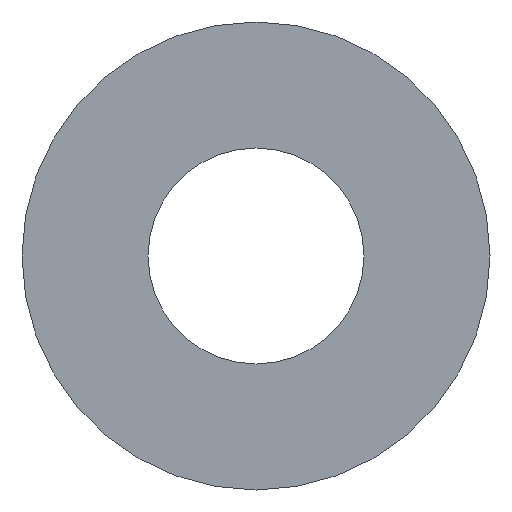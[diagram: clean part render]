
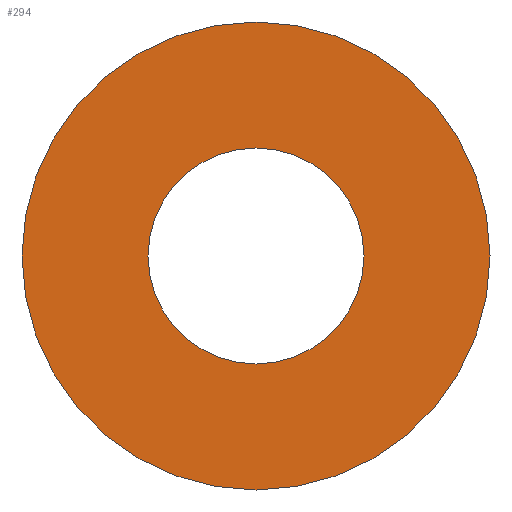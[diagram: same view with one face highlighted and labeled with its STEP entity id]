
A CAD part, left-side view. The second image highlights one B-rep face of the part: STEP entity #294.
In plain terms, the highlighted planar face has unit normal (-1, 0, 0).
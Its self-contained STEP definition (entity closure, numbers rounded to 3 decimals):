
#28 = FACE_OUTER_BOUND ( 'NONE', #55, .T. ) ;
#35 = VERTEX_POINT ( 'NONE', #578 ) ;
#55 = EDGE_LOOP ( 'NONE', ( #513, #324 ) ) ;
#67 = CIRCLE ( 'NONE', #249, 6.5 ) ;
#91 = ORIENTED_EDGE ( 'NONE', *, *, #250, .T. ) ;
#104 = DIRECTION ( 'NONE',  ( 0., 0., -1. ) ) ;
#108 = EDGE_CURVE ( 'NONE', #293, #425, #67, .T. ) ;
#124 = EDGE_CURVE ( 'NONE', #482, #35, #560, .T. ) ;
#159 = DIRECTION ( 'NONE',  ( 0., 0., -1. ) ) ;
#165 = PLANE ( 'NONE',  #257 ) ;
#174 = EDGE_CURVE ( 'NONE', #425, #293, #507, .T. ) ;
#179 = CARTESIAN_POINT ( 'NONE',  ( -1.6, 0., 0. ) ) ;
#180 = DIRECTION ( 'NONE',  ( 1., 0., 0. ) ) ;
#187 = AXIS2_PLACEMENT_3D ( 'NONE', #223, #407, #104 ) ;
#190 = DIRECTION ( 'NONE',  ( 1., 0., 0. ) ) ;
#191 = ORIENTED_EDGE ( 'NONE', *, *, #124, .T. ) ;
#199 = AXIS2_PLACEMENT_3D ( 'NONE', #302, #561, #159 ) ;
#219 = CARTESIAN_POINT ( 'NONE',  ( -1.6, 0., 0. ) ) ;
#223 = CARTESIAN_POINT ( 'NONE',  ( -1.6, 0., 0. ) ) ;
#249 = AXIS2_PLACEMENT_3D ( 'NONE', #179, #422, #288 ) ;
#250 = EDGE_CURVE ( 'NONE', #35, #482, #562, .T. ) ;
#257 = AXIS2_PLACEMENT_3D ( 'NONE', #396, #180, #544 ) ;
#270 = EDGE_LOOP ( 'NONE', ( #91, #191 ) ) ;
#288 = DIRECTION ( 'NONE',  ( 0., 0., -1. ) ) ;
#293 = VERTEX_POINT ( 'NONE', #392 ) ;
#294 = ADVANCED_FACE ( 'NONE', ( #571, #28 ), #165, .F. ) ;
#302 = CARTESIAN_POINT ( 'NONE',  ( -1.6, 0., 0. ) ) ;
#324 = ORIENTED_EDGE ( 'NONE', *, *, #108, .F. ) ;
#379 = DIRECTION ( 'NONE',  ( 0., 0., -1. ) ) ;
#392 = CARTESIAN_POINT ( 'NONE',  ( -1.6, 0., 6.5 ) ) ;
#396 = CARTESIAN_POINT ( 'NONE',  ( -1.6, 0., 0. ) ) ;
#407 = DIRECTION ( 'NONE',  ( 1., 0., 0. ) ) ;
#420 = CARTESIAN_POINT ( 'NONE',  ( -1.6, 0., 3. ) ) ;
#422 = DIRECTION ( 'NONE',  ( 1., 0., 0. ) ) ;
#425 = VERTEX_POINT ( 'NONE', #582 ) ;
#431 = AXIS2_PLACEMENT_3D ( 'NONE', #219, #190, #379 ) ;
#482 = VERTEX_POINT ( 'NONE', #420 ) ;
#507 = CIRCLE ( 'NONE', #187, 6.5 ) ;
#513 = ORIENTED_EDGE ( 'NONE', *, *, #174, .F. ) ;
#544 = DIRECTION ( 'NONE',  ( 0., 0., -1. ) ) ;
#560 = CIRCLE ( 'NONE', #431, 3. ) ;
#561 = DIRECTION ( 'NONE',  ( 1., 0., 0. ) ) ;
#562 = CIRCLE ( 'NONE', #199, 3. ) ;
#571 = FACE_BOUND ( 'NONE', #270, .T. ) ;
#578 = CARTESIAN_POINT ( 'NONE',  ( -1.6, 0., -3. ) ) ;
#582 = CARTESIAN_POINT ( 'NONE',  ( -1.6, 0., -6.5 ) ) ;
